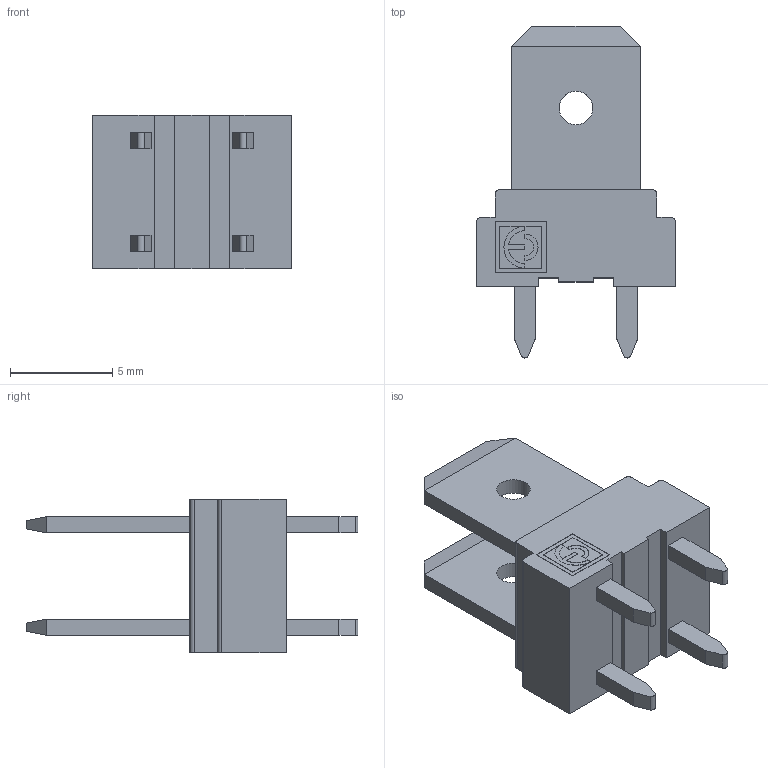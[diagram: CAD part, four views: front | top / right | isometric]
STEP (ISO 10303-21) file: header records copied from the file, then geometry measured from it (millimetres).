
FILE_DESCRIPTION(('STEP AP214'),'1');
FILE_NAME('PVSF02-5-V-D68-1F.stp','2020-10-02T07:17:46',(' '),(' '),'Spatial InterOp 3D',' ',' ');
FILE_SCHEMA(('automotive_design'));
Length unit declared in the file: metre
Products named in the file (1): 1
Bounding box: 9.7 x 16.2 x 7.5 mm (x, y, z)
Volume: 398.6 mm3; surface area: 569.4 mm2
Topology: 1 solids, 1 shells, 94 faces, 241 edges, 158 vertices
Faces by surface type: plane 79, cylinder 14, extrusion 1
Full cylindrical faces by diameter (mm): 1.65 x2
Entity records: 3587 total; most frequent: CARTESIAN_POINT 510, ORIENTED_EDGE 478, DIRECTION 454, EDGE_CURVE 239, VECTOR 210, LINE 209, VERTEX_POINT 158, AXIS2_PLACEMENT_3D 122
